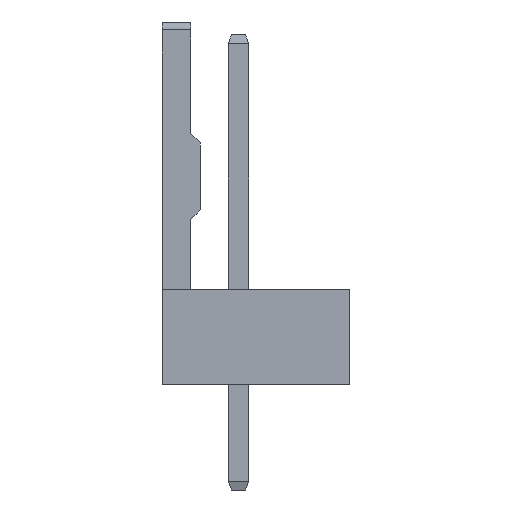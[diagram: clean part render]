
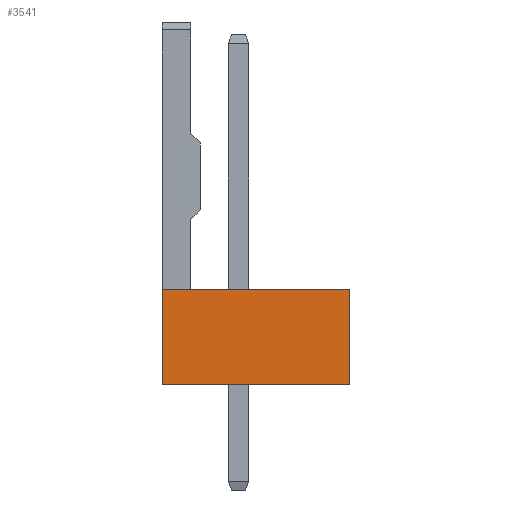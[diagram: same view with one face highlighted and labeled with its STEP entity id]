
A CAD part, left-side view. The second image highlights one B-rep face of the part: STEP entity #3541.
In plain terms, the highlighted planar face has unit normal (-1, 0, 0).
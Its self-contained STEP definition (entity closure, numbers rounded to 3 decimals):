
#327 = DIRECTION ( 'NONE',  ( 0., 0., 1. ) ) ;
#845 = VECTOR ( 'NONE', #8860, 1000. ) ;
#1309 = EDGE_CURVE ( 'NONE', #1727, #5271, #4217, .T. ) ;
#1727 = VERTEX_POINT ( 'NONE', #7846 ) ;
#2201 = ORIENTED_EDGE ( 'NONE', *, *, #11951, .T. ) ;
#2879 = CARTESIAN_POINT ( 'NONE',  ( -1.27, -3.5, 3. ) ) ;
#2882 = PLANE ( 'NONE',  #6702 ) ;
#2923 = FACE_OUTER_BOUND ( 'NONE', #13551, .T. ) ;
#3020 = CARTESIAN_POINT ( 'NONE',  ( -1.27, 2.4, 0. ) ) ;
#3122 = DIRECTION ( 'NONE',  ( 0., 0., 1. ) ) ;
#3541 = ADVANCED_FACE ( 'NONE', ( #2923 ), #2882, .T. ) ;
#4217 = LINE ( 'NONE', #6750, #9171 ) ;
#4689 = LINE ( 'NONE', #10688, #10965 ) ;
#5160 = DIRECTION ( 'NONE',  ( -1., 0., 0. ) ) ;
#5271 = VERTEX_POINT ( 'NONE', #2879 ) ;
#5342 = ORIENTED_EDGE ( 'NONE', *, *, #11478, .F. ) ;
#6223 = DIRECTION ( 'NONE',  ( 0., 0., 1. ) ) ;
#6376 = DIRECTION ( 'NONE',  ( 0., 1., 0. ) ) ;
#6702 = AXIS2_PLACEMENT_3D ( 'NONE', #3020, #5160, #6223 ) ;
#6750 = CARTESIAN_POINT ( 'NONE',  ( -1.27, -3.5, 0. ) ) ;
#7095 = EDGE_CURVE ( 'NONE', #13449, #1727, #7309, .T. ) ;
#7231 = LINE ( 'NONE', #8560, #9287 ) ;
#7309 = LINE ( 'NONE', #9808, #845 ) ;
#7426 = CARTESIAN_POINT ( 'NONE',  ( -1.27, 2.4, 0. ) ) ;
#7846 = CARTESIAN_POINT ( 'NONE',  ( -1.27, -3.5, 0. ) ) ;
#7993 = ORIENTED_EDGE ( 'NONE', *, *, #7095, .T. ) ;
#8453 = CARTESIAN_POINT ( 'NONE',  ( -1.27, 2.4, 3. ) ) ;
#8560 = CARTESIAN_POINT ( 'NONE',  ( -1.27, 2.4, 0. ) ) ;
#8860 = DIRECTION ( 'NONE',  ( 0., -1., 0. ) ) ;
#9171 = VECTOR ( 'NONE', #327, 1000. ) ;
#9287 = VECTOR ( 'NONE', #3122, 1000. ) ;
#9808 = CARTESIAN_POINT ( 'NONE',  ( -1.27, 2.4, 0. ) ) ;
#10688 = CARTESIAN_POINT ( 'NONE',  ( -1.27, 2.4, 3. ) ) ;
#10965 = VECTOR ( 'NONE', #6376, 1000. ) ;
#11061 = ORIENTED_EDGE ( 'NONE', *, *, #1309, .T. ) ;
#11478 = EDGE_CURVE ( 'NONE', #13449, #13959, #7231, .T. ) ;
#11951 = EDGE_CURVE ( 'NONE', #5271, #13959, #4689, .T. ) ;
#13449 = VERTEX_POINT ( 'NONE', #7426 ) ;
#13551 = EDGE_LOOP ( 'NONE', ( #2201, #5342, #7993, #11061 ) ) ;
#13959 = VERTEX_POINT ( 'NONE', #8453 ) ;
